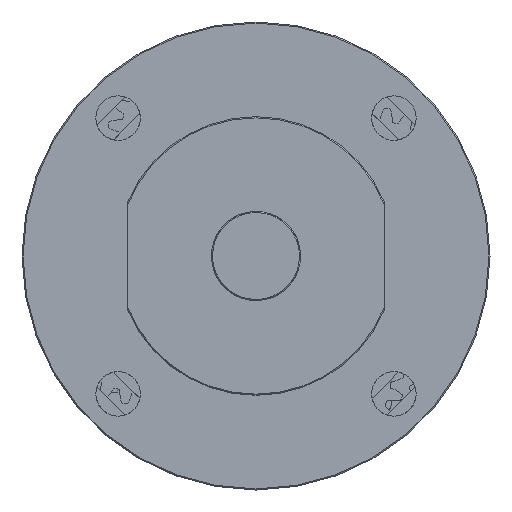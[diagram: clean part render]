
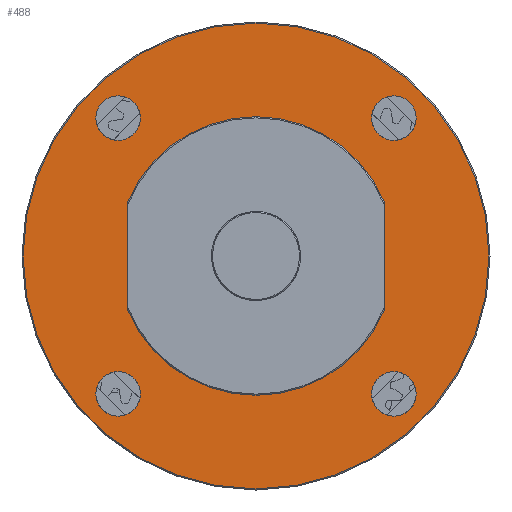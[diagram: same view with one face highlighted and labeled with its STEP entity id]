
A CAD part, front view. The second image highlights one B-rep face of the part: STEP entity #488.
In plain terms, the highlighted planar face has unit normal (0, -1, 0).
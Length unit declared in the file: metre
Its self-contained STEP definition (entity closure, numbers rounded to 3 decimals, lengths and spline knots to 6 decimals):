
#488 = ADVANCED_FACE( '', ( #1135, #1136, #1137, #1138, #1139, #1140 ), #1141, .T. );
#1135 = FACE_BOUND( '', #2382, .T. );
#1136 = FACE_BOUND( '', #2383, .T. );
#1137 = FACE_BOUND( '', #2384, .T. );
#1138 = FACE_BOUND( '', #2385, .T. );
#1139 = FACE_OUTER_BOUND( '', #2386, .T. );
#1140 = FACE_BOUND( '', #2387, .T. );
#1141 = PLANE( '', #2388 );
#2382 = EDGE_LOOP( '', ( #3571 ) );
#2383 = EDGE_LOOP( '', ( #3572 ) );
#2384 = EDGE_LOOP( '', ( #3573 ) );
#2385 = EDGE_LOOP( '', ( #3574 ) );
#2386 = EDGE_LOOP( '', ( #3575 ) );
#2387 = EDGE_LOOP( '', ( #3576, #3577, #3578, #3579 ) );
#2388 = AXIS2_PLACEMENT_3D( '', #3580, #3581, #3582 );
#3571 = ORIENTED_EDGE( '', *, *, #8260, .F. );
#3572 = ORIENTED_EDGE( '', *, *, #8261, .F. );
#3573 = ORIENTED_EDGE( '', *, *, #8262, .F. );
#3574 = ORIENTED_EDGE( '', *, *, #8263, .F. );
#3575 = ORIENTED_EDGE( '', *, *, #8264, .T. );
#3576 = ORIENTED_EDGE( '', *, *, #8265, .F. );
#3577 = ORIENTED_EDGE( '', *, *, #8266, .T. );
#3578 = ORIENTED_EDGE( '', *, *, #8250, .F. );
#3579 = ORIENTED_EDGE( '', *, *, #8244, .F. );
#3580 = CARTESIAN_POINT( '', ( 0., 0., 0. ) );
#3581 = DIRECTION( '', ( 0., -1., 0. ) );
#3582 = DIRECTION( '', ( 1., 0., 0. ) );
#8244 = EDGE_CURVE( '', #9840, #9835, #9842, .T. );
#8250 = EDGE_CURVE( '', #9835, #9849, #9852, .T. );
#8260 = EDGE_CURVE( '', #9871, #9871, #9872, .T. );
#8261 = EDGE_CURVE( '', #9873, #9873, #9874, .T. );
#8262 = EDGE_CURVE( '', #9875, #9875, #9876, .T. );
#8263 = EDGE_CURVE( '', #9877, #9877, #9878, .T. );
#8264 = EDGE_CURVE( '', #9879, #9879, #9880, .T. );
#8265 = EDGE_CURVE( '', #9881, #9840, #9882, .T. );
#8266 = EDGE_CURVE( '', #9881, #9849, #9883, .T. );
#9835 = VERTEX_POINT( '', #12460 );
#9840 = VERTEX_POINT( '', #12470 );
#9842 = LINE( '', #12473, #12474 );
#9849 = VERTEX_POINT( '', #12482 );
#9852 = CIRCLE( '', #12486, 0.0125 );
#9871 = VERTEX_POINT( '', #12505 );
#9872 = CIRCLE( '', #12506, 0.002 );
#9873 = VERTEX_POINT( '', #12507 );
#9874 = CIRCLE( '', #12508, 0.002 );
#9875 = VERTEX_POINT( '', #12509 );
#9876 = CIRCLE( '', #12510, 0.002 );
#9877 = VERTEX_POINT( '', #12511 );
#9878 = CIRCLE( '', #12512, 0.002 );
#9879 = VERTEX_POINT( '', #12513 );
#9880 = CIRCLE( '', #12514, 0.0209 );
#9881 = VERTEX_POINT( '', #12515 );
#9882 = CIRCLE( '', #12516, 0.0125 );
#9883 = LINE( '', #12517, #12518 );
#12460 = CARTESIAN_POINT( '', ( -0.0115, 0., -0.004899 ) );
#12470 = CARTESIAN_POINT( '', ( -0.0115, 0., 0.004899 ) );
#12473 = CARTESIAN_POINT( '', ( -0.0115, 0., 0.001787 ) );
#12474 = VECTOR( '', #15506, 1. );
#12482 = CARTESIAN_POINT( '', ( 0.0115, 0., -0.004899 ) );
#12486 = AXIS2_PLACEMENT_3D( '', #15518, #15519, #15520 );
#12505 = CARTESIAN_POINT( '', ( 0.012374, 0., -0.014374 ) );
#12506 = AXIS2_PLACEMENT_3D( '', #15548, #15549, #15550 );
#12507 = CARTESIAN_POINT( '', ( -0.012374, 0., 0.010374 ) );
#12508 = AXIS2_PLACEMENT_3D( '', #15551, #15552, #15553 );
#12509 = CARTESIAN_POINT( '', ( 0.012374, 0., 0.010374 ) );
#12510 = AXIS2_PLACEMENT_3D( '', #15554, #15555, #15556 );
#12511 = CARTESIAN_POINT( '', ( -0.012374, 0., -0.014374 ) );
#12512 = AXIS2_PLACEMENT_3D( '', #15557, #15558, #15559 );
#12513 = CARTESIAN_POINT( '', ( 0., 0., -0.0209 ) );
#12514 = AXIS2_PLACEMENT_3D( '', #15560, #15561, #15562 );
#12515 = CARTESIAN_POINT( '', ( 0.0115, 0., 0.004899 ) );
#12516 = AXIS2_PLACEMENT_3D( '', #15563, #15564, #15565 );
#12517 = CARTESIAN_POINT( '', ( 0.0115, 0., 0.000076 ) );
#12518 = VECTOR( '', #15566, 1. );
#15506 = DIRECTION( '', ( 0., 0., -1. ) );
#15518 = CARTESIAN_POINT( '', ( 0., 0., 0. ) );
#15519 = DIRECTION( '', ( 0., -1., 0. ) );
#15520 = DIRECTION( '', ( 1., 0., 0. ) );
#15548 = CARTESIAN_POINT( '', ( 0.012374, 0., -0.012374 ) );
#15549 = DIRECTION( '', ( 0., -1., 0. ) );
#15550 = DIRECTION( '', ( 0., 0., -1. ) );
#15551 = CARTESIAN_POINT( '', ( -0.012374, 0., 0.012374 ) );
#15552 = DIRECTION( '', ( 0., -1., 0. ) );
#15553 = DIRECTION( '', ( 0., 0., -1. ) );
#15554 = CARTESIAN_POINT( '', ( 0.012374, 0., 0.012374 ) );
#15555 = DIRECTION( '', ( 0., -1., 0. ) );
#15556 = DIRECTION( '', ( 0., 0., -1. ) );
#15557 = CARTESIAN_POINT( '', ( -0.012374, 0., -0.012374 ) );
#15558 = DIRECTION( '', ( 0., -1., 0. ) );
#15559 = DIRECTION( '', ( 0., 0., -1. ) );
#15560 = CARTESIAN_POINT( '', ( 0., 0., 0. ) );
#15561 = DIRECTION( '', ( 0., -1., 0. ) );
#15562 = DIRECTION( '', ( 0., 0., -1. ) );
#15563 = CARTESIAN_POINT( '', ( 0., 0., 0. ) );
#15564 = DIRECTION( '', ( 0., -1., 0. ) );
#15565 = DIRECTION( '', ( 1., 0., 0. ) );
#15566 = DIRECTION( '', ( 0., 0., -1. ) );
